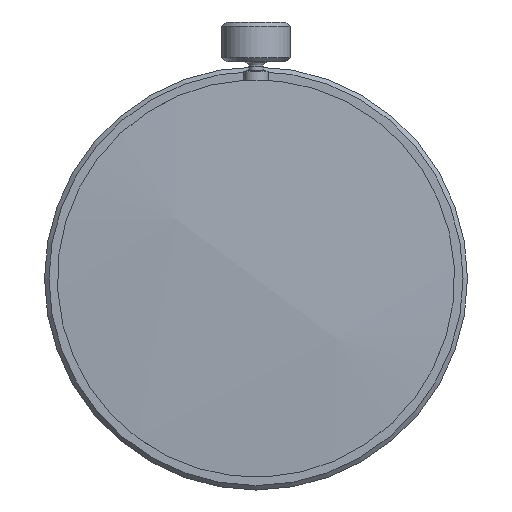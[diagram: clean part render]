
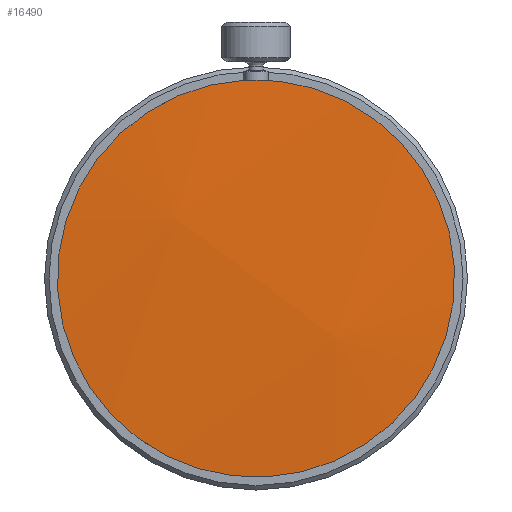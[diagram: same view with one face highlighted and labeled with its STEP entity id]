
A CAD part, left-side view. The second image highlights one B-rep face of the part: STEP entity #16490.
In plain terms, the highlighted spherical face has radius 254 mm.
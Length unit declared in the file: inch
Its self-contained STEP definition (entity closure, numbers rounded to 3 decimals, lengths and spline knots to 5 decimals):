
#16474=CARTESIAN_POINT('',(10.0,0.0,0.0));
#16475=DIRECTION('',(0.0,0.0,1.0));
#16476=DIRECTION('',(1.0,0.0,0.0));
#16477=AXIS2_PLACEMENT_3D('',#16474,#16475,#16476);
#16478=SPHERICAL_SURFACE('',#16477,10.);
#16479=CARTESIAN_POINT('',(0.04013,0.895,0.0));
#16480=VERTEX_POINT('',#16479);
#16481=CARTESIAN_POINT('',(0.04013,0.0,0.0));
#16482=DIRECTION('',(1.0,0.0,0.0));
#16483=DIRECTION('',(0.0,1.0,0.0));
#16484=AXIS2_PLACEMENT_3D('',#16481,#16482,#16483);
#16485=CIRCLE('',#16484,0.895);
#16486=EDGE_CURVE('',#16480,#16480,#16485,.T.);
#16487=ORIENTED_EDGE('',*,*,#16486,.F.);
#16488=EDGE_LOOP('',(#16487));
#16489=FACE_OUTER_BOUND('',#16488,.T.);
#16490=ADVANCED_FACE('',(#16489),#16478,.T.);
